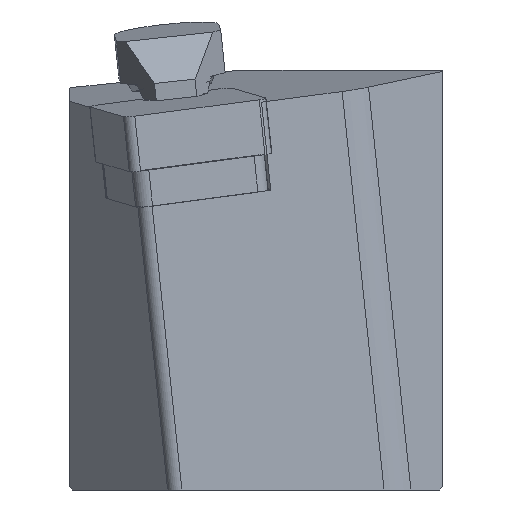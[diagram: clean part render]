
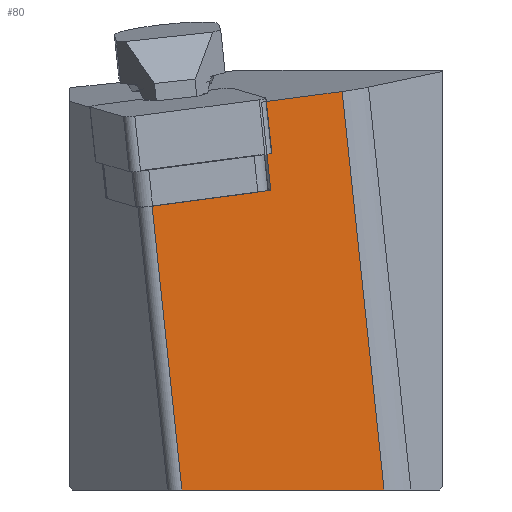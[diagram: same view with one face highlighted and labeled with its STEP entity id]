
A CAD part, left-side view. The second image highlights one B-rep face of the part: STEP entity #80.
In plain terms, the highlighted planar face has unit normal (-0.963, -0.258, -0.075).
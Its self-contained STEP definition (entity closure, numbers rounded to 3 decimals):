
#80=ADVANCED_FACE('',(#198),#147,.F.);
#147=PLANE('',#1262);
#198=FACE_OUTER_BOUND('',#267,.T.);
#267=EDGE_LOOP('',(#644,#645,#646,#647,#648,#649,#650));
#328=LINE('',#1702,#461);
#348=LINE('',#1753,#481);
#361=LINE('',#1782,#494);
#362=LINE('',#1784,#495);
#363=LINE('',#1785,#496);
#364=LINE('',#1787,#497);
#365=LINE('',#1788,#498);
#461=VECTOR('',#1358,1.);
#481=VECTOR('',#1396,1.);
#494=VECTOR('',#1419,1.);
#495=VECTOR('',#1422,1.);
#496=VECTOR('',#1423,1.);
#497=VECTOR('',#1424,1.);
#498=VECTOR('',#1425,1.);
#644=ORIENTED_EDGE('',*,*,#1046,.F.);
#645=ORIENTED_EDGE('',*,*,#1087,.F.);
#646=ORIENTED_EDGE('',*,*,#1086,.F.);
#647=ORIENTED_EDGE('',*,*,#1088,.F.);
#648=ORIENTED_EDGE('',*,*,#1089,.T.);
#649=ORIENTED_EDGE('',*,*,#1070,.F.);
#650=ORIENTED_EDGE('',*,*,#1090,.T.);
#937=VERTEX_POINT('',#1700);
#939=VERTEX_POINT('',#1703);
#960=VERTEX_POINT('',#1752);
#961=VERTEX_POINT('',#1754);
#970=VERTEX_POINT('',#1779);
#971=VERTEX_POINT('',#1781);
#972=VERTEX_POINT('',#1786);
#1046=EDGE_CURVE('',#937,#939,#328,.T.);
#1070=EDGE_CURVE('',#960,#961,#348,.T.);
#1086=EDGE_CURVE('',#971,#970,#361,.T.);
#1087=EDGE_CURVE('',#970,#937,#362,.T.);
#1088=EDGE_CURVE('',#972,#971,#363,.T.);
#1089=EDGE_CURVE('',#972,#961,#364,.T.);
#1090=EDGE_CURVE('',#960,#939,#365,.T.);
#1262=AXIS2_PLACEMENT_3D('',#1789,#1426,#1427);
#1358=DIRECTION('',(0.248,-0.961,0.127));
#1396=DIRECTION('',(0.248,-0.961,0.127));
#1419=DIRECTION('',(-0.105,0.104,0.989));
#1422=DIRECTION('',(0.248,-0.961,0.127));
#1423=DIRECTION('',(-0.259,0.966,0.));
#1424=DIRECTION('',(-0.105,0.104,0.989));
#1425=DIRECTION('',(0.105,-0.104,-0.989));
#1426=DIRECTION('',(0.963,0.258,0.075));
#1427=DIRECTION('',(0.259,-0.966,0.));
#1700=CARTESIAN_POINT('',(4.179,15.252,-6.366));
#1702=CARTESIAN_POINT('',(4.609,13.584,-6.145));
#1703=CARTESIAN_POINT('',(4.312,14.736,-6.298));
#1752=CARTESIAN_POINT('',(3.513,15.53,1.259));
#1753=CARTESIAN_POINT('',(0.889,25.712,-0.088));
#1754=CARTESIAN_POINT('',(5.295,8.615,2.174));
#1779=CARTESIAN_POINT('',(1.688,24.918,-7.645));
#1781=CARTESIAN_POINT('',(4.262,22.358,-32.));
#1782=CARTESIAN_POINT('',(5.039,21.585,-39.355));
#1784=CARTESIAN_POINT('',(4.609,13.584,-6.145));
#1785=CARTESIAN_POINT('',(4.507,21.442,-32.));
#1786=CARTESIAN_POINT('',(8.907,5.023,-32.));
#1787=CARTESIAN_POINT('',(9.445,4.488,-37.092));
#1788=CARTESIAN_POINT('',(2.744,16.295,8.539));
#1789=CARTESIAN_POINT('',(5.039,21.585,-39.355));
